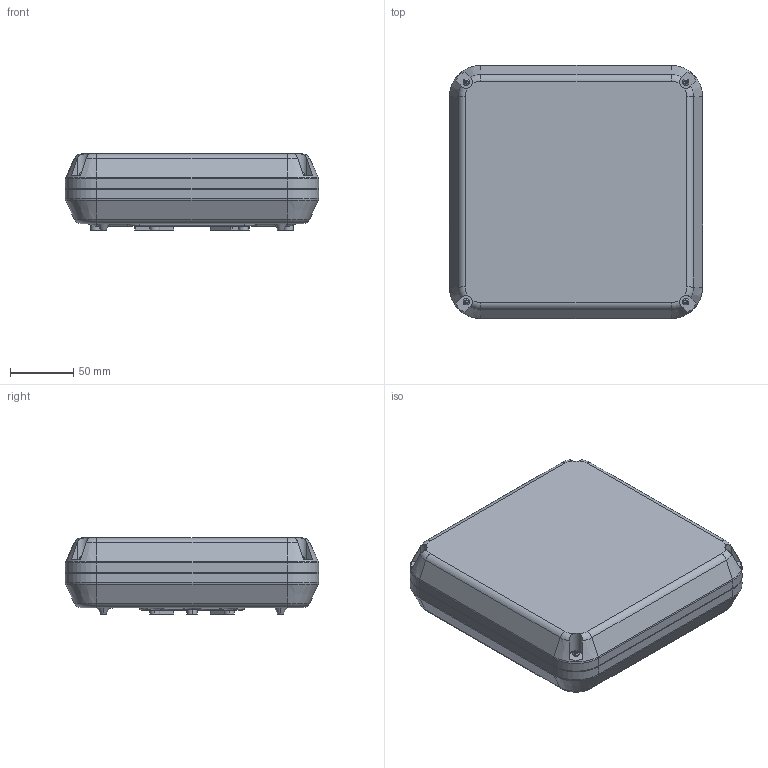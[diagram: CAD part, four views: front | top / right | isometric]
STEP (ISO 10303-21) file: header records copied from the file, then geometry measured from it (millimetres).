
FILE_DESCRIPTION (( 'STEP AP214' ), '1' );
FILE_NAME ('LLPO0-3052-2-9-K01 Ñâåòèëüíèê ËÏÎ3052 2õ9Âò 230Â G23 IP54 ÈÝÊ.STEP', '2017-07-04T12:35:48', ( '' ), ( '' ), 'SwSTEP 2.0', 'SolidWorks 2014', '' );
FILE_SCHEMA (( 'AUTOMOTIVE_DESIGN' ));
Length unit declared in the file: millimetre
Products named in the file (1): LLPO0-3052-2-9-K01 Ñâåòèëüíèê ËÏÎ3052 2õ9Âò 230Â G23 IP54 ÈÝÊ
Bounding box: 200 x 200 x 60 mm (x, y, z)
Volume: 2008995.1 mm3; surface area: 115437.7 mm2
Topology: 1 solids, 1 shells, 351 faces, 894 edges, 561 vertices
Faces by surface type: plane 139, cylinder 123, torus 44, cone 16, bspline 16, sphere 13
Entity records: 11843 total; most frequent: CARTESIAN_POINT 3431, DIRECTION 1769, ORIENTED_EDGE 1764, EDGE_CURVE 882, AXIS2_PLACEMENT_3D 687, VERTEX_POINT 561, VECTOR 395, LINE 395
